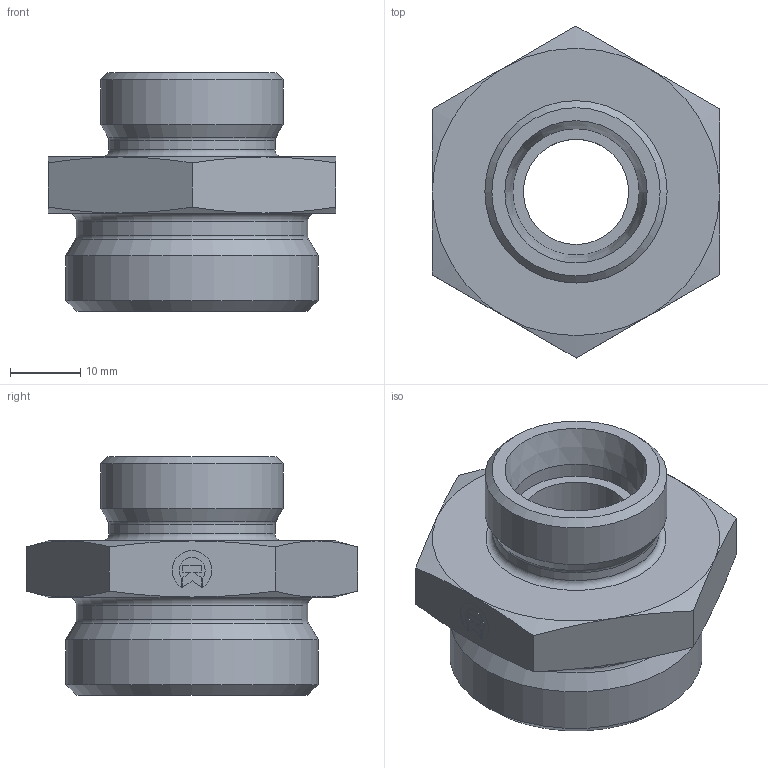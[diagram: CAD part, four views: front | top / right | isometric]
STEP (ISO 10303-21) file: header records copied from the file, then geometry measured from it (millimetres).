
FILE_DESCRIPTION((''),'2;1');
FILE_NAME('31428183626.stp','2014-08-19T11:51:44',(''),('KNOMI spol. s r. o.'),'Autodesk Inventor 2012','Autodesk Inventor 2012','');
FILE_SCHEMA(('AUTOMOTIVE_DESIGN { 1 2 10303 214 0 1 1 1 }'));
Length unit declared in the file: millimetre
Products named in the file (1): PSR2 28/18L M36x2/M26x1,5
Bounding box: 41.01 x 47.34 x 34 mm (x, y, z)
Volume: 17951.4 mm3; surface area: 8226.3 mm2
Topology: 1 solids, 1 shells, 77 faces, 182 edges, 115 vertices
Faces by surface type: plane 42, cone 19, cylinder 12, torus 4
Full cylindrical faces by diameter (mm): 15 x1, 18 x1, 23.7 x1, 24 x1, 26 x1, 28 x1, 33 x1, 36 x1
Entity records: 2054 total; most frequent: CARTESIAN_POINT 394, DIRECTION 334, ORIENTED_EDGE 316, EDGE_CURVE 158, AXIS2_PLACEMENT_3D 122, VERTEX_POINT 110, EDGE_LOOP 106, VECTOR 90
